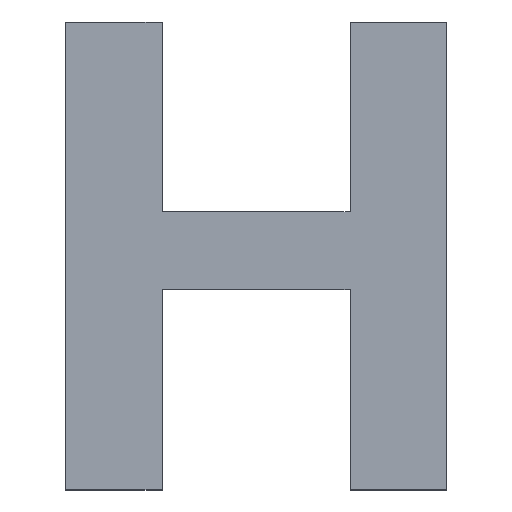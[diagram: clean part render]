
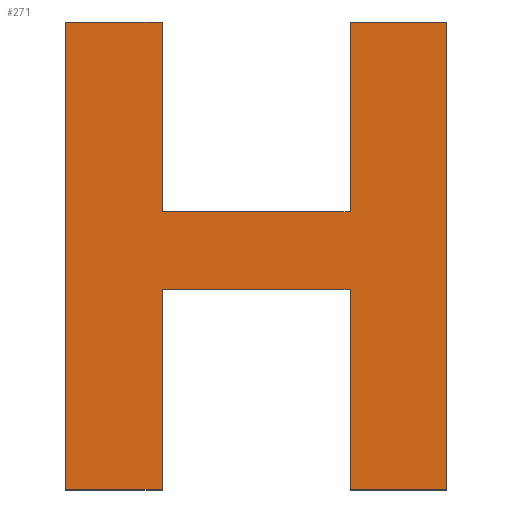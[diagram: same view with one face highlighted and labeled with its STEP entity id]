
A CAD part, top view. The second image highlights one B-rep face of the part: STEP entity #271.
In plain terms, the highlighted planar face has unit normal (0, 0, 1).
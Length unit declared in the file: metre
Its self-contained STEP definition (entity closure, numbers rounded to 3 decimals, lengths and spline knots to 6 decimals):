
#72=ORIENTED_EDGE('',*,*,#84,.F.);
#73=ORIENTED_EDGE('',*,*,#88,.F.);
#74=ORIENTED_EDGE('',*,*,#91,.F.);
#75=ORIENTED_EDGE('',*,*,#94,.F.);
#76=ORIENTED_EDGE('',*,*,#97,.F.);
#77=ORIENTED_EDGE('',*,*,#100,.F.);
#78=ORIENTED_EDGE('',*,*,#103,.F.);
#79=ORIENTED_EDGE('',*,*,#106,.F.);
#80=ORIENTED_EDGE('',*,*,#109,.F.);
#81=ORIENTED_EDGE('',*,*,#112,.F.);
#82=ORIENTED_EDGE('',*,*,#115,.F.);
#83=ORIENTED_EDGE('',*,*,#118,.F.);
#84=EDGE_CURVE('',#120,#121,#144,.T.);
#88=EDGE_CURVE('',#124,#120,#148,.T.);
#91=EDGE_CURVE('',#126,#124,#151,.T.);
#94=EDGE_CURVE('',#128,#126,#154,.T.);
#97=EDGE_CURVE('',#130,#128,#157,.T.);
#100=EDGE_CURVE('',#132,#130,#160,.T.);
#103=EDGE_CURVE('',#134,#132,#163,.T.);
#106=EDGE_CURVE('',#136,#134,#166,.T.);
#109=EDGE_CURVE('',#138,#136,#169,.T.);
#112=EDGE_CURVE('',#140,#138,#172,.T.);
#115=EDGE_CURVE('',#142,#140,#175,.T.);
#118=EDGE_CURVE('',#121,#142,#178,.T.);
#120=VERTEX_POINT('',#368);
#121=VERTEX_POINT('',#369);
#124=VERTEX_POINT('',#377);
#126=VERTEX_POINT('',#383);
#128=VERTEX_POINT('',#389);
#130=VERTEX_POINT('',#395);
#132=VERTEX_POINT('',#401);
#134=VERTEX_POINT('',#407);
#136=VERTEX_POINT('',#413);
#138=VERTEX_POINT('',#419);
#140=VERTEX_POINT('',#425);
#142=VERTEX_POINT('',#431);
#144=LINE('',#367,#180);
#148=LINE('',#376,#184);
#151=LINE('',#382,#187);
#154=LINE('',#388,#190);
#157=LINE('',#394,#193);
#160=LINE('',#400,#196);
#163=LINE('',#406,#199);
#166=LINE('',#412,#202);
#169=LINE('',#418,#205);
#172=LINE('',#424,#208);
#175=LINE('',#430,#211);
#178=LINE('',#436,#214);
#180=VECTOR('',#303,1.);
#184=VECTOR('',#309,1.);
#187=VECTOR('',#314,1.);
#190=VECTOR('',#319,1.);
#193=VECTOR('',#324,1.);
#196=VECTOR('',#329,1.);
#199=VECTOR('',#334,1.);
#202=VECTOR('',#339,1.);
#205=VECTOR('',#344,1.);
#208=VECTOR('',#349,1.);
#211=VECTOR('',#354,1.);
#214=VECTOR('',#359,1.);
#229=EDGE_LOOP('',(#72,#73,#74,#75,#76,#77,#78,#79,#80,#81,#82,#83));
#243=FACE_BOUND('',#229,.T.);
#257=PLANE('',#298);
#271=ADVANCED_FACE('',(#243),#257,.T.);
#298=AXIS2_PLACEMENT_3D('',#439,#363,#364);
#303=DIRECTION('',(-1.,0.,0.));
#309=DIRECTION('',(0.,-1.,0.));
#314=DIRECTION('',(1.,0.,0.));
#319=DIRECTION('',(0.,1.,0.));
#324=DIRECTION('',(1.,0.,0.));
#329=DIRECTION('',(0.,-1.,0.));
#334=DIRECTION('',(1.,0.,0.));
#339=DIRECTION('',(0.,1.,0.));
#344=DIRECTION('',(-1.,0.,0.));
#349=DIRECTION('',(0.,-1.,0.));
#354=DIRECTION('',(-1.,0.,0.));
#359=DIRECTION('',(0.,1.,0.));
#363=DIRECTION('',(0.,0.,1.));
#364=DIRECTION('',(1.,0.,0.));
#367=CARTESIAN_POINT('',(0.013498,-0.049674,0.0095));
#368=CARTESIAN_POINT('',(0.013783,-0.049674,0.0095));
#369=CARTESIAN_POINT('',(0.013212,-0.049674,0.0095));
#376=CARTESIAN_POINT('',(0.013783,-0.048288,0.0095));
#377=CARTESIAN_POINT('',(0.013783,-0.046902,0.0095));
#382=CARTESIAN_POINT('',(0.013498,-0.046902,0.0095));
#383=CARTESIAN_POINT('',(0.013212,-0.046902,0.0095));
#388=CARTESIAN_POINT('',(0.013212,-0.047464,0.0095));
#389=CARTESIAN_POINT('',(0.013212,-0.048025,0.0095));
#394=CARTESIAN_POINT('',(0.012655,-0.048025,0.0095));
#395=CARTESIAN_POINT('',(0.012099,-0.048025,0.0095));
#400=CARTESIAN_POINT('',(0.012099,-0.047464,0.0095));
#401=CARTESIAN_POINT('',(0.012099,-0.046902,0.0095));
#406=CARTESIAN_POINT('',(0.011813,-0.046902,0.0095));
#407=CARTESIAN_POINT('',(0.011527,-0.046902,0.0095));
#412=CARTESIAN_POINT('',(0.011527,-0.048288,0.0095));
#413=CARTESIAN_POINT('',(0.011527,-0.049674,0.0095));
#418=CARTESIAN_POINT('',(0.011813,-0.049674,0.0095));
#419=CARTESIAN_POINT('',(0.012099,-0.049674,0.0095));
#424=CARTESIAN_POINT('',(0.012099,-0.04908,0.0095));
#425=CARTESIAN_POINT('',(0.012099,-0.048486,0.0095));
#430=CARTESIAN_POINT('',(0.012655,-0.048486,0.0095));
#431=CARTESIAN_POINT('',(0.013212,-0.048486,0.0095));
#436=CARTESIAN_POINT('',(0.013212,-0.04908,0.0095));
#439=CARTESIAN_POINT('',(0.104891,-0.015824,0.0095));
